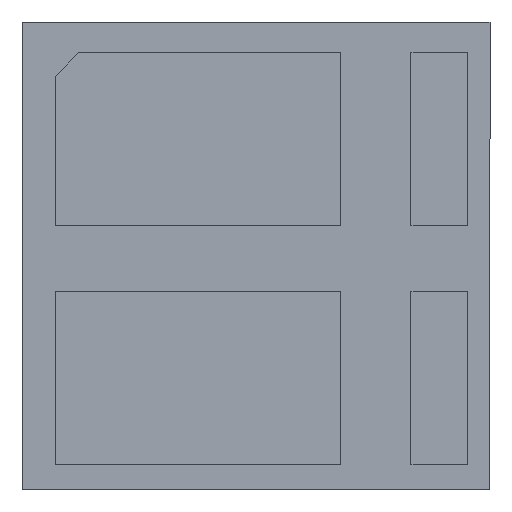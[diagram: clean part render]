
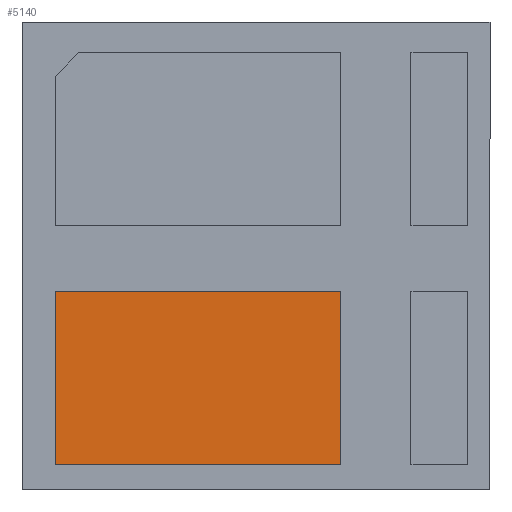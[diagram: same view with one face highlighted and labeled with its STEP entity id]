
A CAD part, front view. The second image highlights one B-rep face of the part: STEP entity #5140.
In plain terms, the highlighted planar face has unit normal (0, -1, 0).
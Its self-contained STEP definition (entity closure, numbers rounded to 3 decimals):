
#82 = CARTESIAN_POINT ( 'NONE',  ( 3.406, -0.01, -4.729 ) ) ;
#118 = CARTESIAN_POINT ( 'NONE',  ( 3.406, -0.01, -2.879 ) ) ;
#180 = CARTESIAN_POINT ( 'NONE',  ( 0.356, -0.01, -2.879 ) ) ;
#206 = EDGE_LOOP ( 'NONE', ( #5442, #1116, #4642, #4438 ) ) ;
#301 = VERTEX_POINT ( 'NONE', #2287 ) ;
#482 = AXIS2_PLACEMENT_3D ( 'NONE', #5232, #526, #5699 ) ;
#526 = DIRECTION ( 'NONE',  ( 0., 1., 0. ) ) ;
#549 = CARTESIAN_POINT ( 'NONE',  ( 3.406, -0.01, -4.729 ) ) ;
#620 = DIRECTION ( 'NONE',  ( -1., 0., 0. ) ) ;
#706 = CARTESIAN_POINT ( 'NONE',  ( 0.356, -0.01, -4.729 ) ) ;
#884 = VECTOR ( 'NONE', #4497, 1000. ) ;
#1116 = ORIENTED_EDGE ( 'NONE', *, *, #5597, .F. ) ;
#1875 = CARTESIAN_POINT ( 'NONE',  ( 3.406, -0.01, -4.729 ) ) ;
#1999 = DIRECTION ( 'NONE',  ( -1., 0., 0. ) ) ;
#2259 = EDGE_CURVE ( 'NONE', #3470, #301, #4355, .T. ) ;
#2287 = CARTESIAN_POINT ( 'NONE',  ( 3.406, -0.01, -2.879 ) ) ;
#2430 = DIRECTION ( 'NONE',  ( 0., 0., 1. ) ) ;
#2495 = LINE ( 'NONE', #118, #4919 ) ;
#2660 = LINE ( 'NONE', #5921, #884 ) ;
#2876 = VECTOR ( 'NONE', #2430, 1000. ) ;
#3079 = VERTEX_POINT ( 'NONE', #706 ) ;
#3260 = VERTEX_POINT ( 'NONE', #180 ) ;
#3470 = VERTEX_POINT ( 'NONE', #1875 ) ;
#3934 = EDGE_CURVE ( 'NONE', #3470, #3079, #5378, .T. ) ;
#4302 = PLANE ( 'NONE',  #482 ) ;
#4355 = LINE ( 'NONE', #82, #2876 ) ;
#4438 = ORIENTED_EDGE ( 'NONE', *, *, #2259, .T. ) ;
#4497 = DIRECTION ( 'NONE',  ( 0., 0., 1. ) ) ;
#4642 = ORIENTED_EDGE ( 'NONE', *, *, #3934, .F. ) ;
#4709 = VECTOR ( 'NONE', #1999, 1000. ) ;
#4919 = VECTOR ( 'NONE', #620, 1000. ) ;
#5140 = ADVANCED_FACE ( 'NONE', ( #5641 ), #4302, .F. ) ;
#5232 = CARTESIAN_POINT ( 'NONE',  ( 0., -0.01, 0. ) ) ;
#5378 = LINE ( 'NONE', #549, #4709 ) ;
#5442 = ORIENTED_EDGE ( 'NONE', *, *, #5853, .T. ) ;
#5597 = EDGE_CURVE ( 'NONE', #3079, #3260, #2660, .T. ) ;
#5641 = FACE_OUTER_BOUND ( 'NONE', #206, .T. ) ;
#5699 = DIRECTION ( 'NONE',  ( 0., 0., 1. ) ) ;
#5853 = EDGE_CURVE ( 'NONE', #301, #3260, #2495, .T. ) ;
#5921 = CARTESIAN_POINT ( 'NONE',  ( 0.356, -0.01, -4.729 ) ) ;
